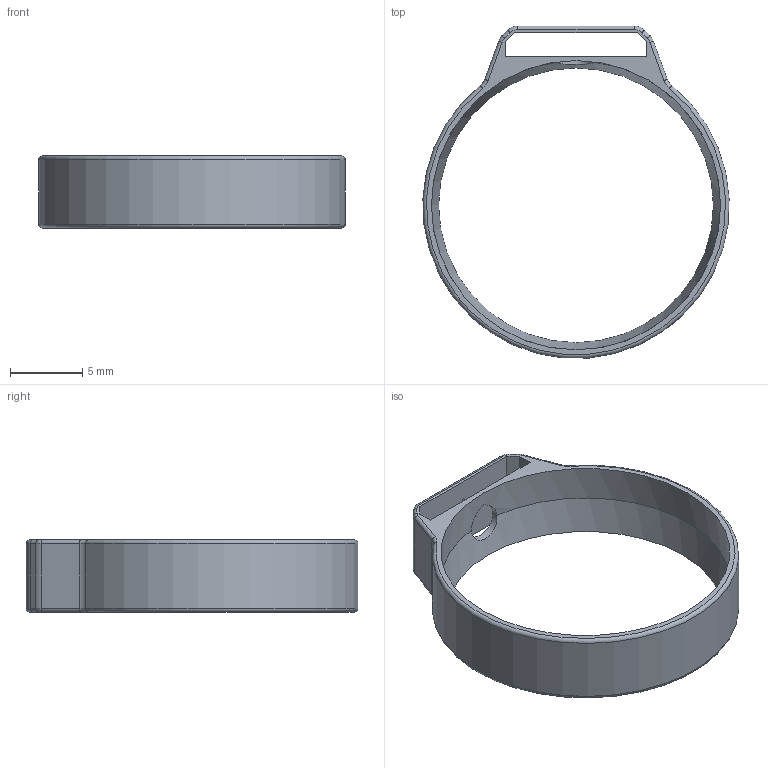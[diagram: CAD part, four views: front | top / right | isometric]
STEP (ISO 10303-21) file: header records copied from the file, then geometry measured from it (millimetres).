
FILE_DESCRIPTION(/* description */ (''),/* implementation_level */ '2;1');
FILE_NAME(/* name */ 'tt-2nd-distal-ring.step',/* time_stamp */ '2024-02-03T23:29:25+01:00',/* author */ (''),/* organization */ (''),/* preprocessor_version */ 'ST-DEVELOPER v20',/* originating_system */ 'Autodesk Translation Framework v12.20.1.177',/* authorisation */ '');
FILE_SCHEMA (('AUTOMOTIVE_DESIGN { 1 0 10303 214 3 1 1 }'));
Length unit declared in the file: millimetre
Products named in the file (1): 2nd Distal Superthin
Bounding box: 21.23 x 23.02 x 5 mm (x, y, z)
Volume: 278.5 mm3; surface area: 883.2 mm2
Topology: 1 solids, 1 shells, 52 faces, 129 edges, 78 vertices
Faces by surface type: cylinder 19, plane 18, torus 14, cone 1
Full cylindrical faces by diameter (mm): 20.054 x1
Entity records: 1618 total; most frequent: CARTESIAN_POINT 297, DIRECTION 290, ORIENTED_EDGE 258, EDGE_CURVE 129, AXIS2_PLACEMENT_3D 112, VERTEX_POINT 78, LINE 66, VECTOR 66
